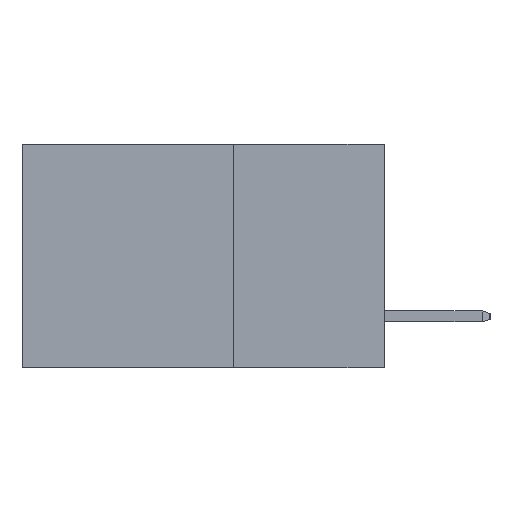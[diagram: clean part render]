
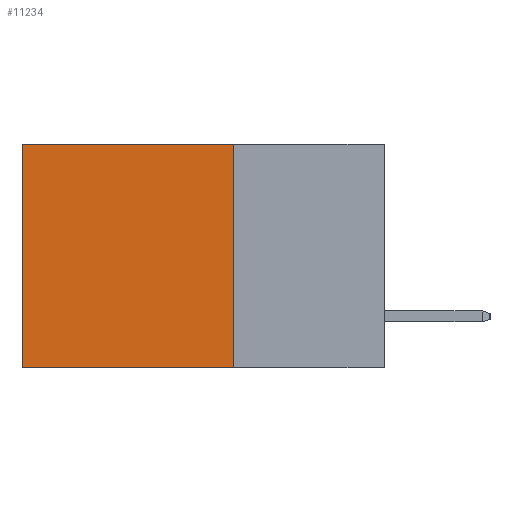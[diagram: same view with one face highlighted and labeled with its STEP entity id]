
A CAD part, left-side view. The second image highlights one B-rep face of the part: STEP entity #11234.
In plain terms, the highlighted planar face has unit normal (-1, 0, 0).
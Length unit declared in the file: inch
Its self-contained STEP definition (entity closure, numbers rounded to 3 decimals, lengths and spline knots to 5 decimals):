
#622 = LINE ( 'NONE', #7079, #8483 ) ;
#862 = CARTESIAN_POINT ( 'NONE',  ( 0.2615, 0.25, -0.37 ) ) ;
#926 = CARTESIAN_POINT ( 'NONE',  ( 0.2615, 0.25, -0.37 ) ) ;
#1264 = CARTESIAN_POINT ( 'NONE',  ( 0.2615, 0.25, -0.37 ) ) ;
#1325 = EDGE_CURVE ( 'NONE', #2711, #8529, #6216, .T. ) ;
#1384 = EDGE_CURVE ( 'NONE', #10081, #7347, #7794, .T. ) ;
#1472 = DIRECTION ( 'NONE',  ( 0., 1., 0. ) ) ;
#1763 = FACE_OUTER_BOUND ( 'NONE', #2296, .T. ) ;
#1860 = DIRECTION ( 'NONE',  ( 0., 0., -1. ) ) ;
#2196 = DIRECTION ( 'NONE',  ( 0., 1., 0. ) ) ;
#2296 = EDGE_LOOP ( 'NONE', ( #3822, #3833, #3895, #9979 ) ) ;
#2376 = CARTESIAN_POINT ( 'NONE',  ( 0.2615, 0.25, 0. ) ) ;
#2394 = AXIS2_PLACEMENT_3D ( 'NONE', #862, #7476, #1860 ) ;
#2711 = VERTEX_POINT ( 'NONE', #1264 ) ;
#3125 = CARTESIAN_POINT ( 'NONE',  ( 0.2615, 0.6, -0.37 ) ) ;
#3453 = DIRECTION ( 'NONE',  ( 0., 0., -1. ) ) ;
#3822 = ORIENTED_EDGE ( 'NONE', *, *, #6117, .T. ) ;
#3833 = ORIENTED_EDGE ( 'NONE', *, *, #1325, .F. ) ;
#3895 = ORIENTED_EDGE ( 'NONE', *, *, #7381, .F. ) ;
#5275 = CARTESIAN_POINT ( 'NONE',  ( 0.2615, 0.25, -0.37 ) ) ;
#5331 = VECTOR ( 'NONE', #1472, 39.37008 ) ;
#5584 = PLANE ( 'NONE',  #2394 ) ;
#5945 = VECTOR ( 'NONE', #3453, 39.37008 ) ;
#6117 = EDGE_CURVE ( 'NONE', #7347, #8529, #622, .T. ) ;
#6216 = LINE ( 'NONE', #926, #8403 ) ;
#7079 = CARTESIAN_POINT ( 'NONE',  ( 0.2615, 0.6, -0.37 ) ) ;
#7096 = DIRECTION ( 'NONE',  ( 0., 0., -1. ) ) ;
#7347 = VERTEX_POINT ( 'NONE', #10764 ) ;
#7381 = EDGE_CURVE ( 'NONE', #10081, #2711, #8439, .T. ) ;
#7476 = DIRECTION ( 'NONE',  ( 1., 0., 0. ) ) ;
#7794 = LINE ( 'NONE', #2376, #5331 ) ;
#8403 = VECTOR ( 'NONE', #2196, 39.37008 ) ;
#8439 = LINE ( 'NONE', #5275, #5945 ) ;
#8483 = VECTOR ( 'NONE', #7096, 39.37008 ) ;
#8529 = VERTEX_POINT ( 'NONE', #3125 ) ;
#9979 = ORIENTED_EDGE ( 'NONE', *, *, #1384, .T. ) ;
#10081 = VERTEX_POINT ( 'NONE', #11053 ) ;
#10764 = CARTESIAN_POINT ( 'NONE',  ( 0.2615, 0.6, 0. ) ) ;
#11053 = CARTESIAN_POINT ( 'NONE',  ( 0.2615, 0.25, 0. ) ) ;
#11234 = ADVANCED_FACE ( 'NONE', ( #1763 ), #5584, .F. ) ;
